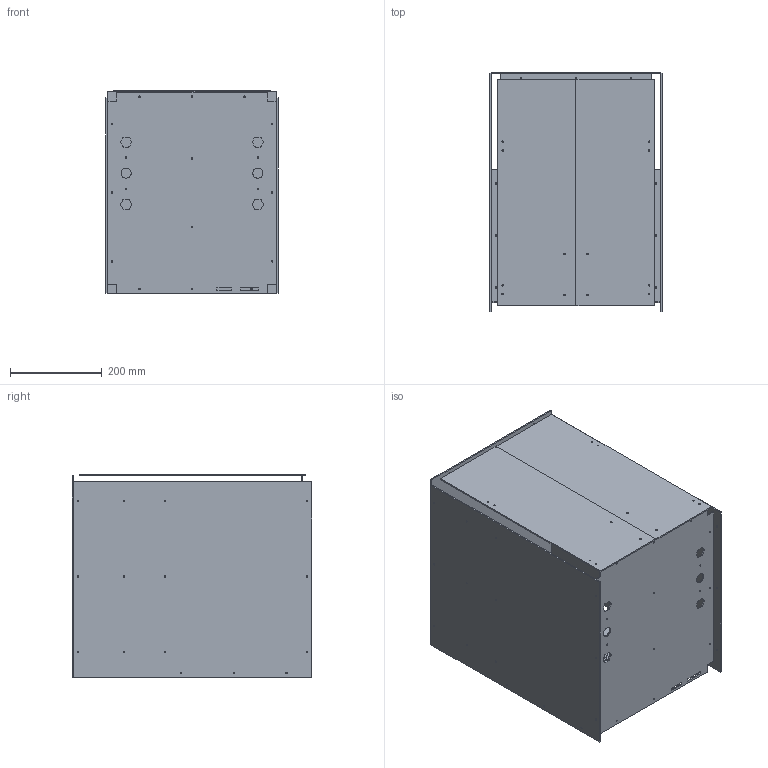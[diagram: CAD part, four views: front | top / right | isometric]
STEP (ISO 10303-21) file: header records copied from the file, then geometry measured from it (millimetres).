
FILE_DESCRIPTION(/* description */ (''),/* implementation_level */ '2;1');
FILE_NAME(/* name */ 'Panels.step',/* time_stamp */ '2025-05-14T19:12:47-04:00',/* author */ (''),/* organization */ (''),/* preprocessor_version */ 'ST-DEVELOPER v20.1',/* originating_system */ 'Autodesk Translation Framework v14.4.0.0',/* authorisation */ '');
FILE_SCHEMA (('AUTOMOTIVE_DESIGN { 1 0 10303 214 3 1 1 }'));
Length unit declared in the file: millimetre
Products named in the file (8): Panel_Panel; SidePanel; SidePanel (1); TopPanel; ACM Panels; Copy of FloorPanel^Assem249_TV06 R2; Copy of RearPanel^Assem249_TV06 R2; DoorPanel
Assembly tree (8 placements, depth 3):
  Panel_Panel
    DoorPanel  x2
    SidePanel
    SidePanel (1)
    TopPanel
    ACM Panels
      Copy of FloorPanel^Assem249_TV06 R2
      Copy of RearPanel^Assem249_TV06 R2
Bounding box: 376 x 523 x 443 mm (x, y, z)
Volume: 3267115.4 mm3; surface area: 2222297.5 mm2
Topology: 7 solids, 7 shells, 363 faces, 996 edges, 664 vertices
Faces by surface type: plane 218, cylinder 144, bspline 1
Full cylindrical faces by diameter (mm): 3.2 x25, 3.3 x63, 4.3 x1, 9 x1, 22 x2
Entity records: 11985 total; most frequent: CARTESIAN_POINT 1990, DIRECTION 1974, ORIENTED_EDGE 1932, EDGE_CURVE 966, LINE 686, VECTOR 686, VERTEX_POINT 644, AXIS2_PLACEMENT_3D 644
